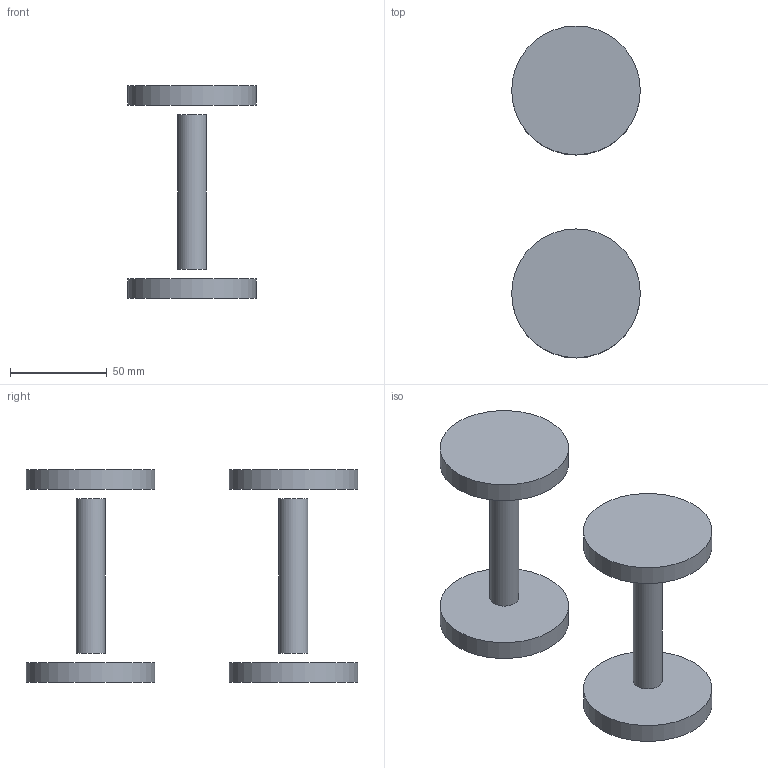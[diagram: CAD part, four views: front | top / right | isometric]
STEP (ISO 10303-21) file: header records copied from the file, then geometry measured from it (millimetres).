
FILE_DESCRIPTION(/* description */ (''),/* implementation_level */ '2;1');
FILE_NAME(/* name */ 'chassis.step',/* time_stamp */ '2021-07-24T13:38:00+03:00',/* author */ (''),/* organization */ (''),/* preprocessor_version */ 'ST-DEVELOPER v18.1',/* originating_system */ 'Autodesk Translation Framework v10.9.0.1377',/* authorisation */ '');
FILE_SCHEMA (('AUTOMOTIVE_DESIGN { 1 0 10303 214 3 1 1 }'));
Length unit declared in the file: millimetre
Products named in the file (5): root; chassis; wheel-axle; wheel; axle
Assembly tree (6 placements, depth 4):
  root
    chassis
      wheel-axle  x2
        wheel
        axle
Bounding box: 66.58 x 171.58 x 110 mm (x, y, z)
Volume: 167521.1 mm3; surface area: 44462.2 mm2
Topology: 6 solids, 6 shells, 18 faces, 18 edges, 12 vertices
Faces by surface type: plane 12, cylinder 6
Full cylindrical faces by diameter (mm): 15 x2, 66.576 x4
Entity records: 269 total; most frequent: DIRECTION 44, CARTESIAN_POINT 27, AXIS2_PLACEMENT_3D 21, ORIENTED_EDGE 12, PRODUCT_DEFINITION_SHAPE 11, ITEM_DEFINED_TRANSFORMATION 6, CONTEXT_DEPENDENT_SHAPE_REPRESENTATION 6, NEXT_ASSEMBLY_USAGE_OCCURRENCE 6
